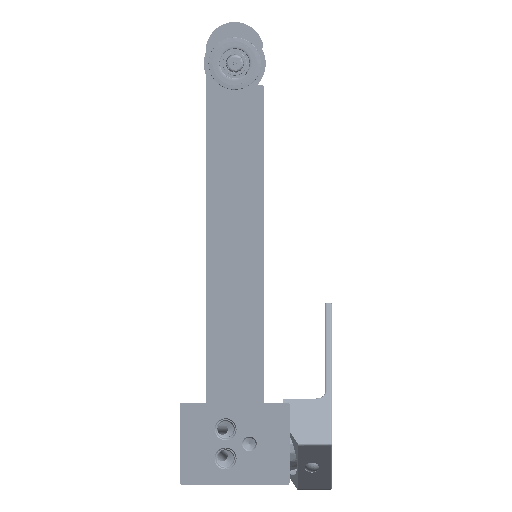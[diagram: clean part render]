
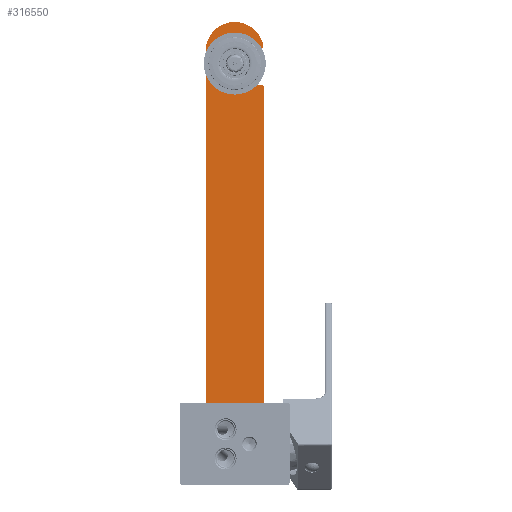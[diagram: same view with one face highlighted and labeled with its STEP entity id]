
A CAD part, front view. The second image highlights one B-rep face of the part: STEP entity #316550.
In plain terms, the highlighted planar face has unit normal (0, -1, 0).
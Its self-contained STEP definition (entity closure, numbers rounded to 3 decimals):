
#213514=DIRECTION('',(0.913,0.,-0.408));
#213515=VECTOR('',#213514,0.408);
#213516=CARTESIAN_POINT('',(7.454,305.,216.667));
#213517=LINE('',#213516,#213515);
#213518=CARTESIAN_POINT('',(0.,305.,210.));
#213519=DIRECTION('',(0.,-1.,0.));
#213520=DIRECTION('',(0.745,0.,0.667));
#213521=AXIS2_PLACEMENT_3D('',#213518,#213519,#213520);
#213523=DIRECTION('',(0.,0.,-1.));
#213524=VECTOR('',#213523,3.5);
#213525=CARTESIAN_POINT('',(-10.,305.,210.));
#213526=LINE('',#213525,#213524);
#213527=CARTESIAN_POINT('',(0.,305.,206.5));
#213528=DIRECTION('',(0.,-1.,0.));
#213529=DIRECTION('',(-1.,0.,0.));
#213530=AXIS2_PLACEMENT_3D('',#213527,#213528,#213529);
#213532=DIRECTION('',(1.,0.,0.));
#213533=VECTOR('',#213532,15.);
#213534=CARTESIAN_POINT('',(0.,305.,196.5));
#213535=LINE('',#213534,#213533);
#213536=DIRECTION('',(-0.707,0.,0.707));
#213537=VECTOR('',#213536,1.414);
#213538=CARTESIAN_POINT('',(16.,305.,195.5));
#213539=LINE('',#213538,#213537);
#213540=DIRECTION('',(0.,0.,-1.));
#213541=VECTOR('',#213540,195.5);
#213542=CARTESIAN_POINT('',(16.,305.,195.5));
#213543=LINE('',#213542,#213541);
#213544=CARTESIAN_POINT('',(0.,305.,0.));
#213545=DIRECTION('',(0.,1.,0.));
#213546=DIRECTION('',(1.,0.,0.));
#213547=AXIS2_PLACEMENT_3D('',#213544,#213545,#213546);
#213549=DIRECTION('',(0.,0.,1.));
#213550=VECTOR('',#213549,215.);
#213551=CARTESIAN_POINT('',(-16.,305.,0.));
#213552=LINE('',#213551,#213550);
#213553=CARTESIAN_POINT('',(0.,305.,215.));
#213554=DIRECTION('',(0.,1.,0.));
#213555=DIRECTION('',(-1.,0.,0.));
#213556=AXIS2_PLACEMENT_3D('',#213553,#213554,#213555);
#213558=DIRECTION('',(0.645,0.,0.764));
#213559=VECTOR('',#213558,1.528);
#213560=CARTESIAN_POINT('',(14.79,305.,216.5));
#213561=LINE('',#213560,#213559);
#213562=DIRECTION('',(-1.,0.,0.));
#213563=VECTOR('',#213562,6.964);
#213564=CARTESIAN_POINT('',(14.79,305.,216.5));
#213565=LINE('',#213564,#213563);
#213566=CARTESIAN_POINT('',(0.,305.,0.));
#213567=DIRECTION('',(0.,-1.,0.));
#213568=DIRECTION('',(0.,0.,-1.));
#213569=AXIS2_PLACEMENT_3D('',#213566,#213567,#213568);
#213571=CARTESIAN_POINT('',(0.,305.,0.));
#213572=DIRECTION('',(0.,-1.,0.));
#213573=DIRECTION('',(0.,0.,1.));
#213574=AXIS2_PLACEMENT_3D('',#213571,#213572,#213573);
#226434=CARTESIAN_POINT('',(-10.,305.,210.));
#226435=CARTESIAN_POINT('',(-10.,305.,206.5));
#226436=VERTEX_POINT('',#226434);
#226437=VERTEX_POINT('',#226435);
#226438=CARTESIAN_POINT('',(0.,305.,196.5));
#226439=VERTEX_POINT('',#226438);
#226440=CARTESIAN_POINT('',(16.,305.,0.));
#226441=CARTESIAN_POINT('',(-16.,305.,0.));
#226442=VERTEX_POINT('',#226440);
#226443=VERTEX_POINT('',#226441);
#226444=CARTESIAN_POINT('',(-16.,305.,215.));
#226445=VERTEX_POINT('',#226444);
#226452=CARTESIAN_POINT('',(14.79,305.,216.5));
#226453=CARTESIAN_POINT('',(15.776,305.,217.667));
#226454=VERTEX_POINT('',#226452);
#226455=VERTEX_POINT('',#226453);
#226460=CARTESIAN_POINT('',(16.,305.,195.5));
#226461=CARTESIAN_POINT('',(15.,305.,196.5));
#226462=VERTEX_POINT('',#226460);
#226463=VERTEX_POINT('',#226461);
#226468=CARTESIAN_POINT('',(7.454,305.,216.667));
#226469=CARTESIAN_POINT('',(7.826,305.,216.5));
#226470=VERTEX_POINT('',#226468);
#226471=VERTEX_POINT('',#226469);
#226484=CARTESIAN_POINT('',(0.,305.,-13.25));
#226485=VERTEX_POINT('',#226484);
#226486=CARTESIAN_POINT('',(0.,305.,13.25));
#226487=VERTEX_POINT('',#226486);
#316520=CARTESIAN_POINT('',(0.,305.,107.5));
#316521=DIRECTION('',(0.,1.,0.));
#316522=DIRECTION('',(0.,0.,-1.));
#316523=AXIS2_PLACEMENT_3D('',#316520,#316521,#316522);
#316524=PLANE('',#316523);
#316525=ORIENTED_EDGE('',*,*,#258463,.F.);
#316526=ORIENTED_EDGE('',*,*,#258484,.T.);
#316527=ORIENTED_EDGE('',*,*,#258505,.T.);
#316528=ORIENTED_EDGE('',*,*,#258526,.T.);
#316529=ORIENTED_EDGE('',*,*,#258549,.T.);
#316531=ORIENTED_EDGE('',*,*,#316530,.F.);
#316533=ORIENTED_EDGE('',*,*,#316532,.T.);
#316535=ORIENTED_EDGE('',*,*,#316534,.T.);
#316537=ORIENTED_EDGE('',*,*,#316536,.T.);
#316539=ORIENTED_EDGE('',*,*,#316538,.T.);
#316540=ORIENTED_EDGE('',*,*,#316504,.F.);
#316541=ORIENTED_EDGE('',*,*,#258439,.T.);
#316542=EDGE_LOOP('',(#316525,#316526,#316527,#316528,#316529,#316531,#316533,
#316535,#316537,#316539,#316540,#316541));
#316543=FACE_OUTER_BOUND('',#316542,.F.);
#316545=ORIENTED_EDGE('',*,*,#316544,.T.);
#316547=ORIENTED_EDGE('',*,*,#316546,.T.);
#316548=EDGE_LOOP('',(#316545,#316547));
#316549=FACE_BOUND('',#316548,.F.);
#316550=ADVANCED_FACE('',(#316543,#316549),#316524,.F.);
#213522=CIRCLE('',#213521,10.);
#213531=CIRCLE('',#213530,10.);
#213548=CIRCLE('',#213547,16.);
#213557=CIRCLE('',#213556,16.);
#213570=CIRCLE('',#213569,13.25);
#213575=CIRCLE('',#213574,13.25);
#258439=EDGE_CURVE('',#226454,#226471,#213565,.T.);
#258463=EDGE_CURVE('',#226470,#226471,#213517,.T.);
#258484=EDGE_CURVE('',#226470,#226436,#213522,.T.);
#258505=EDGE_CURVE('',#226436,#226437,#213526,.T.);
#258526=EDGE_CURVE('',#226437,#226439,#213531,.T.);
#258549=EDGE_CURVE('',#226439,#226463,#213535,.T.);
#316504=EDGE_CURVE('',#226454,#226455,#213561,.T.);
#316530=EDGE_CURVE('',#226462,#226463,#213539,.T.);
#316532=EDGE_CURVE('',#226462,#226442,#213543,.T.);
#316534=EDGE_CURVE('',#226442,#226443,#213548,.T.);
#316536=EDGE_CURVE('',#226443,#226445,#213552,.T.);
#316538=EDGE_CURVE('',#226445,#226455,#213557,.T.);
#316544=EDGE_CURVE('',#226485,#226487,#213570,.T.);
#316546=EDGE_CURVE('',#226487,#226485,#213575,.T.);
